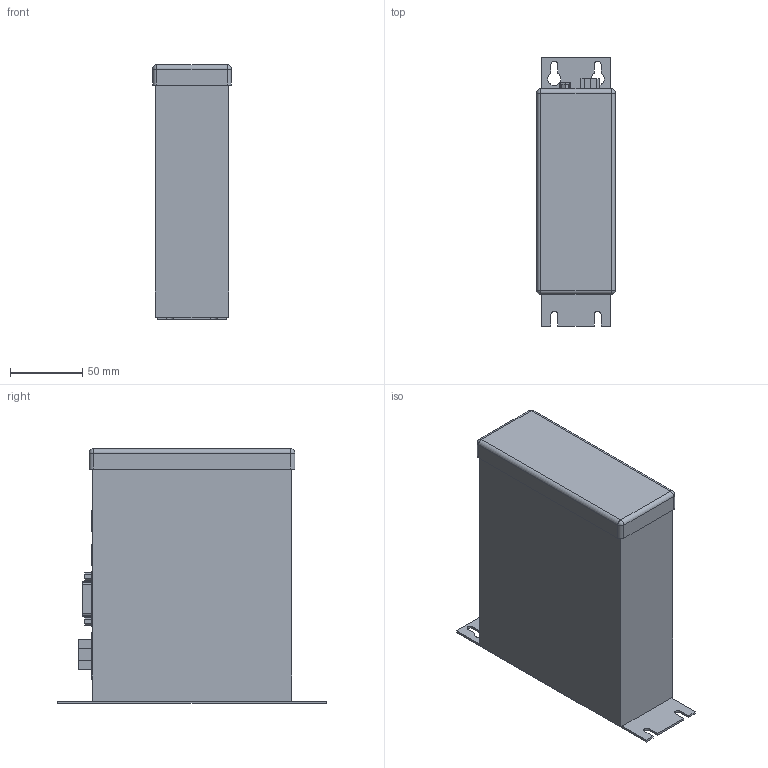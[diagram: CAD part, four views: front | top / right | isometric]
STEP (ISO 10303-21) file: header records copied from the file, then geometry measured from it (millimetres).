
FILE_DESCRIPTION(('CATIA V5 STEP Exchange','CAx-IF Rec.Pracs.--- Model Styling and Organization---1.4--- 2014-01-23'),'2;1');
FILE_NAME ('D1411542_2_2665810000_S3D_UV20-B-IPC-2001.01.stp','2020-03-04T12:52:57+00:00',('none'),('Weidmueller'),'CATIA Version 5-6 Release 2016 SP3 HF44','CATIA V5 STEP AP214','none');
FILE_SCHEMA(('AUTOMOTIVE_DESIGN { 1 0 10303 214 1 1 1 1 }'));
Length unit declared in the file: millimetre
Products named in the file (1): UV20-B-IPC-2001.01
Bounding box: 54.4 x 185 x 175.5 mm (x, y, z)
Volume: 1231603.1 mm3; surface area: 136832.1 mm2
Topology: 22 solids, 22 shells, 503 faces, 1254 edges, 820 vertices
Faces by surface type: plane 405, cylinder 90, cone 4, sphere 4
Entity records: 14514 total; most frequent: ORIENTED_EDGE 2500, CARTESIAN_POINT 2455, DIRECTION 1958, EDGE_CURVE 1250, VECTOR 1038, LINE 1038, VERTEX_POINT 820, EDGE_LOOP 592
